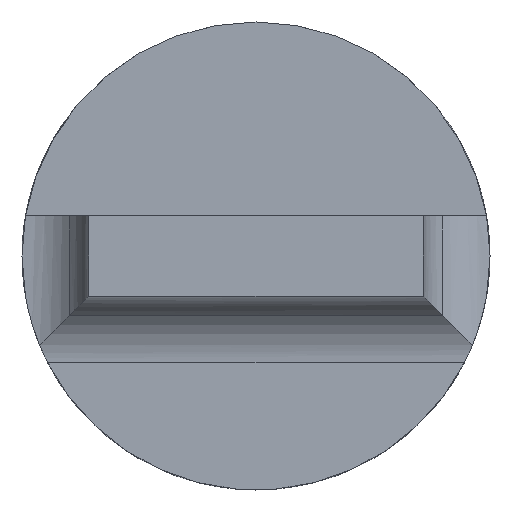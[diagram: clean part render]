
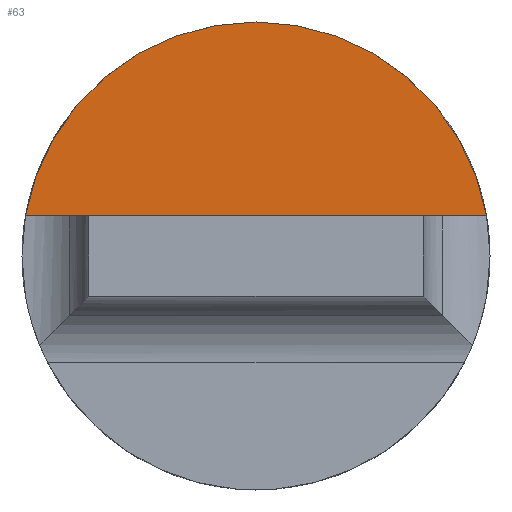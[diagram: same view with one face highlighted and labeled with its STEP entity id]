
A CAD part, front view. The second image highlights one B-rep face of the part: STEP entity #63.
In plain terms, the highlighted planar face has unit normal (0, -1, 0).
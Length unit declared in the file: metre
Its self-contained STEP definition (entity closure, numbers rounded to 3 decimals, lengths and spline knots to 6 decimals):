
#63=ADVANCED_FACE('0:32507',(#127),#128,.F.);
#127=FACE_OUTER_BOUND('',#189,.T.);
#128=PLANE('',#190);
#189=EDGE_LOOP('',(#325,#326));
#190=AXIS2_PLACEMENT_3D('',#327,#328,#329);
#325=ORIENTED_EDGE('',*,*,#439,.T.);
#326=ORIENTED_EDGE('',*,*,#404,.F.);
#327=CARTESIAN_POINT('',(0.0,0.025,0.0));
#328=DIRECTION('',(0.0,1.0,0.0));
#329=DIRECTION('',(0.0,0.0,1.0));
#404=EDGE_CURVE('0:32539',#483,#485,#486,.T.);
#439=EDGE_CURVE('0:285',#483,#485,#538,.T.);
#483=VERTEX_POINT('',#594);
#485=VERTEX_POINT('',#597);
#486=CIRCLE('',#598,0.0175);
#538=LINE('',#1041,#1042);
#594=CARTESIAN_POINT('',(-0.017241,0.025,0.003));
#597=CARTESIAN_POINT('',(0.017241,0.025,0.003));
#598=AXIS2_PLACEMENT_3D('',#1086,#1087,#1088);
#1041=CARTESIAN_POINT('',(0.0,0.025,0.003));
#1042=VECTOR('',#1114,1.0);
#1086=CARTESIAN_POINT('',(0.0,0.025,0.0));
#1087=DIRECTION('',(0.0,1.0,0.0));
#1088=DIRECTION('',(-1.0,0.0,0.0));
#1114=DIRECTION('',(1.0,0.0,-0.0));
